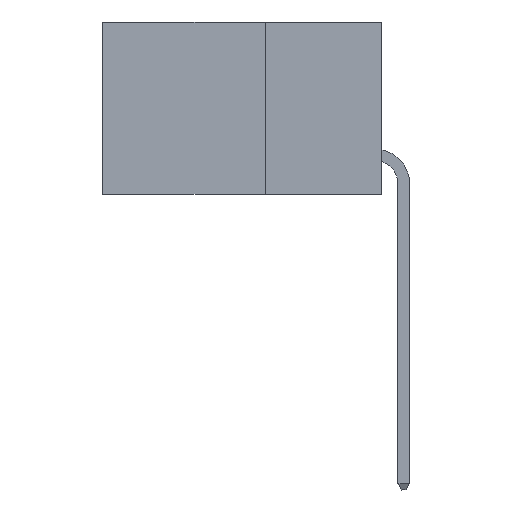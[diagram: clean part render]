
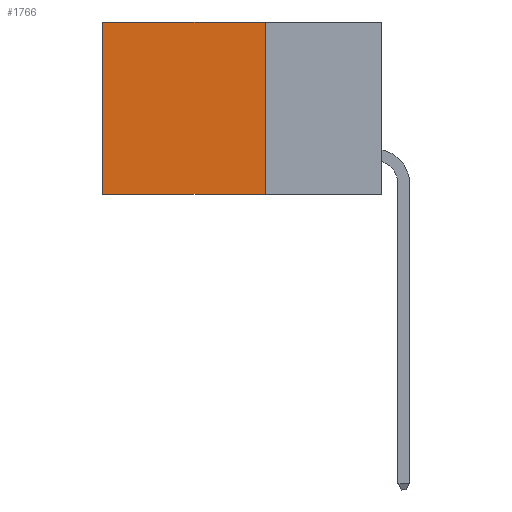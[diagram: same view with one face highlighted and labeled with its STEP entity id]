
A CAD part, left-side view. The second image highlights one B-rep face of the part: STEP entity #1766.
In plain terms, the highlighted planar face has unit normal (-1, 0, 0).
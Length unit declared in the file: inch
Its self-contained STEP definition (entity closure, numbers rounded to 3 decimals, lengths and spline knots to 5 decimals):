
#346 = DIRECTION ( 'NONE',  ( 0., 1., 0. ) ) ;
#354 = ORIENTED_EDGE ( 'NONE', *, *, #3124, .F. ) ;
#468 = DIRECTION ( 'NONE',  ( 0., 1., 0. ) ) ;
#897 = DIRECTION ( 'NONE',  ( 0., 0., -1. ) ) ;
#1595 = FACE_OUTER_BOUND ( 'NONE', #2101, .T. ) ;
#1766 = ADVANCED_FACE ( 'NONE', ( #1595 ), #16155, .F. ) ;
#2101 = EDGE_LOOP ( 'NONE', ( #15068, #18069, #354, #10617 ) ) ;
#2466 = CARTESIAN_POINT ( 'NONE',  ( 0.2875, 0.25, 0. ) ) ;
#2518 = CARTESIAN_POINT ( 'NONE',  ( 0.2875, 0.6, 0. ) ) ;
#3124 = EDGE_CURVE ( 'NONE', #13345, #11480, #7731, .T. ) ;
#3544 = AXIS2_PLACEMENT_3D ( 'NONE', #7961, #9324, #897 ) ;
#5281 = CARTESIAN_POINT ( 'NONE',  ( 0.2875, 0.25, -0.37 ) ) ;
#6144 = EDGE_CURVE ( 'NONE', #11498, #6216, #17445, .T. ) ;
#6216 = VERTEX_POINT ( 'NONE', #11701 ) ;
#7574 = CARTESIAN_POINT ( 'NONE',  ( 0.2875, 0.25, 0. ) ) ;
#7731 = LINE ( 'NONE', #2466, #8146 ) ;
#7881 = VECTOR ( 'NONE', #468, 39.37008 ) ;
#7961 = CARTESIAN_POINT ( 'NONE',  ( 0.2875, 0.25, 0. ) ) ;
#8146 = VECTOR ( 'NONE', #12123, 39.37008 ) ;
#8300 = LINE ( 'NONE', #7574, #7881 ) ;
#8816 = CARTESIAN_POINT ( 'NONE',  ( 0.2875, 0.25, -0.37 ) ) ;
#9195 = LINE ( 'NONE', #8816, #12799 ) ;
#9324 = DIRECTION ( 'NONE',  ( 1., 0., 0. ) ) ;
#10220 = CARTESIAN_POINT ( 'NONE',  ( 0.2875, 0.6, 0. ) ) ;
#10609 = EDGE_CURVE ( 'NONE', #13345, #11498, #8300, .T. ) ;
#10617 = ORIENTED_EDGE ( 'NONE', *, *, #10609, .T. ) ;
#10837 = CARTESIAN_POINT ( 'NONE',  ( 0.2875, 0.25, 0. ) ) ;
#11480 = VERTEX_POINT ( 'NONE', #5281 ) ;
#11498 = VERTEX_POINT ( 'NONE', #2518 ) ;
#11588 = DIRECTION ( 'NONE',  ( 0., 0., -1. ) ) ;
#11701 = CARTESIAN_POINT ( 'NONE',  ( 0.2875, 0.6, -0.37 ) ) ;
#12123 = DIRECTION ( 'NONE',  ( 0., 0., -1. ) ) ;
#12799 = VECTOR ( 'NONE', #346, 39.37008 ) ;
#13345 = VERTEX_POINT ( 'NONE', #10837 ) ;
#14927 = EDGE_CURVE ( 'NONE', #11480, #6216, #9195, .T. ) ;
#15068 = ORIENTED_EDGE ( 'NONE', *, *, #6144, .T. ) ;
#16155 = PLANE ( 'NONE',  #3544 ) ;
#16572 = VECTOR ( 'NONE', #11588, 39.37008 ) ;
#17445 = LINE ( 'NONE', #10220, #16572 ) ;
#18069 = ORIENTED_EDGE ( 'NONE', *, *, #14927, .F. ) ;
